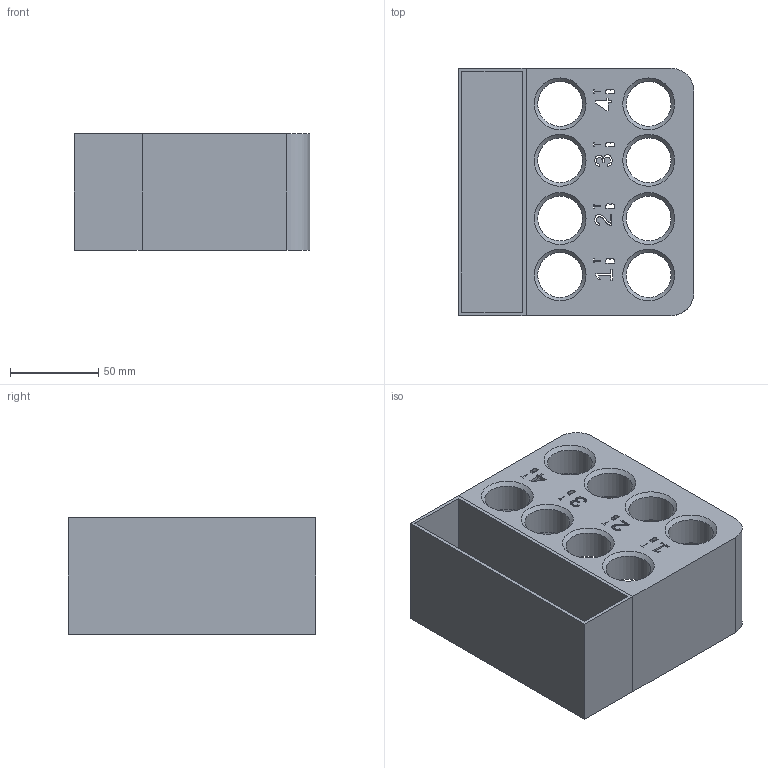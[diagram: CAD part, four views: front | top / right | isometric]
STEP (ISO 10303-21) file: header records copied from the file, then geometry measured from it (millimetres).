
FILE_DESCRIPTION(('HOOPS Exchange Step'),'2;1');
FILE_NAME('temp_export','2021-01-11T12:55:55-06:00',('mobile'),('Shapr3D Limited'),'HOOPS Exchange 2020.2','Shapr3D','Authorized');
FILE_SCHEMA( ('AP203_CONFIGURATION_CONTROLLED_3D_DESIGN_OF_MECHANICAL_PARTS_AND_ASSEMBLIES_MIM_LF') );
Length unit declared in the file: millimetre
Products named in the file (3): 0; 7D8095A5-3A06-41D5-8D36-FAA6FE1BB26C.tmp
Assembly tree (2 placements, depth 2):
  7D8095A5-3A06-41D5-8D36-FAA6FE1BB26C.tmp
    0
    0
Bounding box: 133.6 x 140.2 x 66 mm (x, y, z)
Volume: 152469.5 mm3; surface area: 155941.5 mm2
Topology: 2 solids, 2 shells, 319 faces, 899 edges, 594 vertices
Faces by surface type: plane 253, bspline 26, cylinder 24, cone 16
Full cylindrical faces by diameter (mm): 25.4 x8, 29.4 x8
Entity records: 10630 total; most frequent: CARTESIAN_POINT 2345, ORIENTED_EDGE 1798, DIRECTION 1509, EDGE_CURVE 899, VECTOR 785, LINE 785, VERTEX_POINT 594, EDGE_LOOP 369
